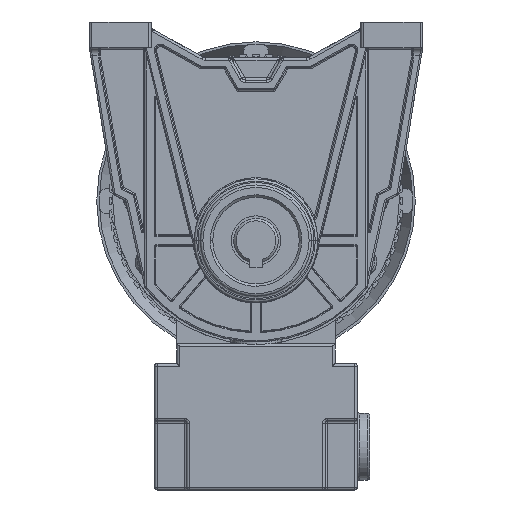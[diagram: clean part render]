
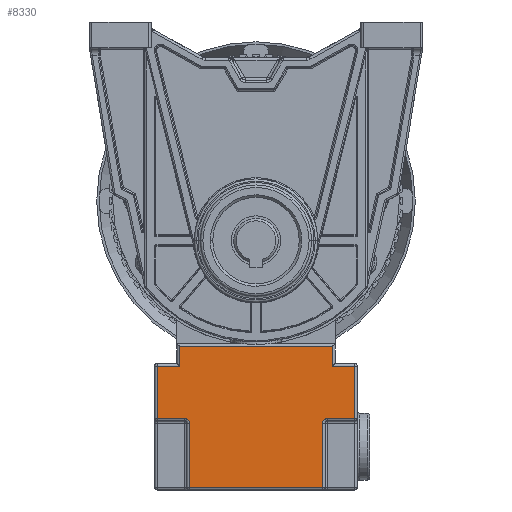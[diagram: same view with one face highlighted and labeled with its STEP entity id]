
A CAD part, front view. The second image highlights one B-rep face of the part: STEP entity #8330.
In plain terms, the highlighted face is planar.
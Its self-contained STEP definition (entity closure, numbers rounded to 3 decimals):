
#1994 = ORIENTED_EDGE ( 'NONE', *, *, #49349, .T. ) ;
#2636 = DIRECTION ( 'NONE',  ( 0., 1., 0. ) ) ;
#4007 = LINE ( 'NONE', #58767, #55161 ) ;
#5654 = DIRECTION ( 'NONE',  ( 0., 1., 0. ) ) ;
#5917 = DIRECTION ( 'NONE',  ( 0., -1., 0. ) ) ;
#6582 = VECTOR ( 'NONE', #46077, 1000. ) ;
#6731 = EDGE_CURVE ( 'NONE', #30857, #42690, #48330, .T. ) ;
#6999 = LINE ( 'NONE', #69802, #44235 ) ;
#7450 = VERTEX_POINT ( 'NONE', #29051 ) ;
#7823 = CARTESIAN_POINT ( 'NONE',  ( 149., -29., -113.9 ) ) ;
#8330 = ADVANCED_FACE ( 'NONE', ( #26052 ), #48637, .F. ) ;
#8720 = VECTOR ( 'NONE', #56980, 1000. ) ;
#10279 = CARTESIAN_POINT ( 'NONE',  ( 149., -40., -91.7 ) ) ;
#11379 = EDGE_CURVE ( 'NONE', #39840, #47327, #6999, .T. ) ;
#11567 = LINE ( 'NONE', #70096, #56382 ) ;
#11575 = CARTESIAN_POINT ( 'NONE',  ( 149., -29., -115.9 ) ) ;
#12375 = ORIENTED_EDGE ( 'NONE', *, *, #25832, .T. ) ;
#12986 = CARTESIAN_POINT ( 'NONE',  ( 149., 29., -113.9 ) ) ;
#13422 = ORIENTED_EDGE ( 'NONE', *, *, #11379, .T. ) ;
#15081 = DIRECTION ( 'NONE',  ( 0., 0., -1. ) ) ;
#15779 = ORIENTED_EDGE ( 'NONE', *, *, #46568, .T. ) ;
#16907 = VECTOR ( 'NONE', #2636, 1000. ) ;
#20549 = EDGE_CURVE ( 'NONE', #27057, #50357, #74736, .T. ) ;
#20620 = VECTOR ( 'NONE', #57671, 1000. ) ;
#23108 = VERTEX_POINT ( 'NONE', #45259 ) ;
#24269 = VERTEX_POINT ( 'NONE', #12986 ) ;
#24525 = EDGE_LOOP ( 'NONE', ( #50359, #27895, #39883, #1994, #57799, #25898, #68947, #15779, #47633, #12375, #25983, #13422, #28987, #51706 ) ) ;
#25832 = EDGE_CURVE ( 'NONE', #69509, #45263, #55647, .T. ) ;
#25898 = ORIENTED_EDGE ( 'NONE', *, *, #72943, .T. ) ;
#25983 = ORIENTED_EDGE ( 'NONE', *, *, #43139, .T. ) ;
#26052 = FACE_OUTER_BOUND ( 'NONE', #24525, .T. ) ;
#27057 = VERTEX_POINT ( 'NONE', #53408 ) ;
#27895 = ORIENTED_EDGE ( 'NONE', *, *, #44414, .T. ) ;
#28987 = ORIENTED_EDGE ( 'NONE', *, *, #52963, .T. ) ;
#29051 = CARTESIAN_POINT ( 'NONE',  ( 149., -31., -84.7 ) ) ;
#29202 = DIRECTION ( 'NONE',  ( -1., 0., 0. ) ) ;
#29744 = AXIS2_PLACEMENT_3D ( 'NONE', #72690, #67353, #60111 ) ;
#30585 = VERTEX_POINT ( 'NONE', #63011 ) ;
#30857 = VERTEX_POINT ( 'NONE', #38870 ) ;
#31333 = CARTESIAN_POINT ( 'NONE',  ( 149., 29., -115.9 ) ) ;
#33089 = CARTESIAN_POINT ( 'NONE',  ( 149., 0., -113.9 ) ) ;
#33749 = CARTESIAN_POINT ( 'NONE',  ( 149., -40., -92.7 ) ) ;
#34030 = LINE ( 'NONE', #58883, #52724 ) ;
#34236 = EDGE_CURVE ( 'NONE', #7450, #27057, #55104, .T. ) ;
#34573 = VERTEX_POINT ( 'NONE', #40534 ) ;
#34908 = DIRECTION ( 'NONE',  ( -1., 0., 0. ) ) ;
#35325 = DIRECTION ( 'NONE',  ( 0., 0., -1. ) ) ;
#35385 = DIRECTION ( 'NONE',  ( 0., 1., 0. ) ) ;
#35692 = LINE ( 'NONE', #59745, #66041 ) ;
#36430 = DIRECTION ( 'NONE',  ( 0., 0., 1. ) ) ;
#36913 = CARTESIAN_POINT ( 'NONE',  ( 149., -31., -92.7 ) ) ;
#37737 = VECTOR ( 'NONE', #73602, 1000. ) ;
#38870 = CARTESIAN_POINT ( 'NONE',  ( 149., 27., -141.9 ) ) ;
#39840 = VERTEX_POINT ( 'NONE', #33749 ) ;
#39868 = CARTESIAN_POINT ( 'NONE',  ( 149., -27., -141.9 ) ) ;
#39883 = ORIENTED_EDGE ( 'NONE', *, *, #57312, .T. ) ;
#40219 = CIRCLE ( 'NONE', #53656, 2. ) ;
#40344 = EDGE_CURVE ( 'NONE', #69509, #34573, #40219, .T. ) ;
#40534 = CARTESIAN_POINT ( 'NONE',  ( 149., -27., -115.9 ) ) ;
#42690 = VERTEX_POINT ( 'NONE', #39868 ) ;
#42986 = CARTESIAN_POINT ( 'NONE',  ( 149., -28., -141.9 ) ) ;
#43139 = EDGE_CURVE ( 'NONE', #45263, #39840, #58122, .T. ) ;
#44235 = VECTOR ( 'NONE', #35385, 1000. ) ;
#44414 = EDGE_CURVE ( 'NONE', #50357, #60032, #34030, .T. ) ;
#45259 = CARTESIAN_POINT ( 'NONE',  ( 149., 27., -115.9 ) ) ;
#45263 = VERTEX_POINT ( 'NONE', #63178 ) ;
#45777 = CIRCLE ( 'NONE', #61655, 2. ) ;
#46077 = DIRECTION ( 'NONE',  ( 0., 0., -1. ) ) ;
#46568 = EDGE_CURVE ( 'NONE', #42690, #34573, #35692, .T. ) ;
#47327 = VERTEX_POINT ( 'NONE', #36913 ) ;
#47633 = ORIENTED_EDGE ( 'NONE', *, *, #40344, .F. ) ;
#48233 = CARTESIAN_POINT ( 'NONE',  ( 149., 0., -84.7 ) ) ;
#48330 = LINE ( 'NONE', #42986, #61765 ) ;
#48637 = PLANE ( 'NONE',  #29744 ) ;
#49349 = EDGE_CURVE ( 'NONE', #30585, #24269, #4007, .T. ) ;
#50298 = CARTESIAN_POINT ( 'NONE',  ( 149., 31., 0. ) ) ;
#50357 = VERTEX_POINT ( 'NONE', #57242 ) ;
#50359 = ORIENTED_EDGE ( 'NONE', *, *, #20549, .T. ) ;
#50790 = CARTESIAN_POINT ( 'NONE',  ( 149., 27., 0. ) ) ;
#51706 = ORIENTED_EDGE ( 'NONE', *, *, #34236, .T. ) ;
#51819 = LINE ( 'NONE', #56432, #6582 ) ;
#52724 = VECTOR ( 'NONE', #5654, 1000. ) ;
#52963 = EDGE_CURVE ( 'NONE', #47327, #7450, #11567, .T. ) ;
#53408 = CARTESIAN_POINT ( 'NONE',  ( 149., 31., -84.7 ) ) ;
#53656 = AXIS2_PLACEMENT_3D ( 'NONE', #11575, #29202, #35325 ) ;
#53924 = DIRECTION ( 'NONE',  ( 0., 0., -1. ) ) ;
#55104 = LINE ( 'NONE', #48233, #16907 ) ;
#55161 = VECTOR ( 'NONE', #5917, 1000. ) ;
#55647 = LINE ( 'NONE', #33089, #37737 ) ;
#56382 = VECTOR ( 'NONE', #63984, 1000. ) ;
#56432 = CARTESIAN_POINT ( 'NONE',  ( 149., 40., -114.9 ) ) ;
#56980 = DIRECTION ( 'NONE',  ( 0., 0., 1. ) ) ;
#57242 = CARTESIAN_POINT ( 'NONE',  ( 149., 31., -92.7 ) ) ;
#57252 = VECTOR ( 'NONE', #15081, 1000. ) ;
#57312 = EDGE_CURVE ( 'NONE', #60032, #30585, #51819, .T. ) ;
#57671 = DIRECTION ( 'NONE',  ( 0., 0., -1. ) ) ;
#57799 = ORIENTED_EDGE ( 'NONE', *, *, #57883, .F. ) ;
#57883 = EDGE_CURVE ( 'NONE', #23108, #24269, #45777, .T. ) ;
#58122 = LINE ( 'NONE', #10279, #8720 ) ;
#58767 = CARTESIAN_POINT ( 'NONE',  ( 149., 0., -113.9 ) ) ;
#58883 = CARTESIAN_POINT ( 'NONE',  ( 149., 0., -92.7 ) ) ;
#59745 = CARTESIAN_POINT ( 'NONE',  ( 149., -27., 0. ) ) ;
#60032 = VERTEX_POINT ( 'NONE', #71955 ) ;
#60111 = DIRECTION ( 'NONE',  ( 0., 1., 0. ) ) ;
#61655 = AXIS2_PLACEMENT_3D ( 'NONE', #31333, #34908, #53924 ) ;
#61765 = VECTOR ( 'NONE', #66283, 1000. ) ;
#63011 = CARTESIAN_POINT ( 'NONE',  ( 149., 40., -113.9 ) ) ;
#63178 = CARTESIAN_POINT ( 'NONE',  ( 149., -40., -113.9 ) ) ;
#63984 = DIRECTION ( 'NONE',  ( 0., 0., 1. ) ) ;
#66041 = VECTOR ( 'NONE', #36430, 1000. ) ;
#66283 = DIRECTION ( 'NONE',  ( 0., -1., 0. ) ) ;
#67353 = DIRECTION ( 'NONE',  ( 1., 0., 0. ) ) ;
#68947 = ORIENTED_EDGE ( 'NONE', *, *, #6731, .T. ) ;
#69116 = LINE ( 'NONE', #50790, #20620 ) ;
#69509 = VERTEX_POINT ( 'NONE', #7823 ) ;
#69802 = CARTESIAN_POINT ( 'NONE',  ( 149., 0., -92.7 ) ) ;
#70096 = CARTESIAN_POINT ( 'NONE',  ( 149., -31., 0. ) ) ;
#71955 = CARTESIAN_POINT ( 'NONE',  ( 149., 40., -92.7 ) ) ;
#72690 = CARTESIAN_POINT ( 'NONE',  ( 149., 0., 0. ) ) ;
#72943 = EDGE_CURVE ( 'NONE', #23108, #30857, #69116, .T. ) ;
#73602 = DIRECTION ( 'NONE',  ( 0., -1., 0. ) ) ;
#74736 = LINE ( 'NONE', #50298, #57252 ) ;
